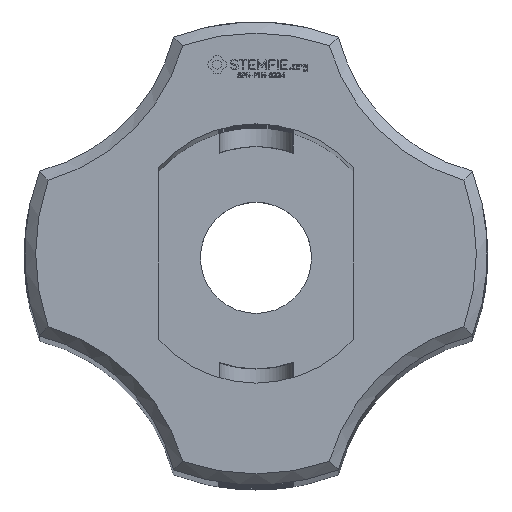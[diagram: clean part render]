
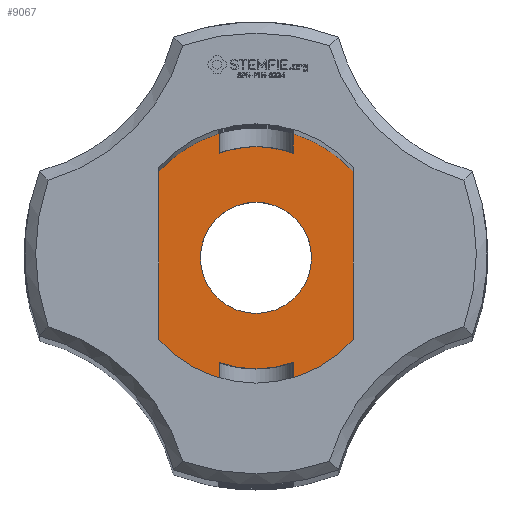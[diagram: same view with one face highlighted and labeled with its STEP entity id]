
A CAD part, top view. The second image highlights one B-rep face of the part: STEP entity #9067.
In plain terms, the highlighted planar face has unit normal (0, 0, 1).
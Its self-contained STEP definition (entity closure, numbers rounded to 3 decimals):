
#2387 = VERTEX_POINT('',#2388);
#2388 = CARTESIAN_POINT('',(2.829,0.998,11.));
#2408 = EDGE_CURVE('',#2409,#2387,#2411,.T.);
#2409 = VERTEX_POINT('',#2410);
#2410 = CARTESIAN_POINT('',(2.625,0.998,11.));
#2411 = LINE('',#2412,#2413);
#2412 = CARTESIAN_POINT('',(80.901,0.998,11.));
#2413 = VECTOR('',#2414,1.);
#2414 = DIRECTION('',(1.,0.,0.));
#2417 = VERTEX_POINT('',#2418);
#2418 = CARTESIAN_POINT('',(2.625,-0.998,11.));
#2425 = EDGE_CURVE('',#2417,#2426,#2428,.T.);
#2426 = VERTEX_POINT('',#2427);
#2427 = CARTESIAN_POINT('',(2.829,-0.998,11.));
#2428 = LINE('',#2429,#2430);
#2429 = CARTESIAN_POINT('',(80.901,-0.998,11.));
#2430 = VECTOR('',#2431,1.);
#2431 = DIRECTION('',(1.,0.,0.));
#8953 = EDGE_CURVE('',#8954,#2409,#8956,.T.);
#8954 = VERTEX_POINT('',#8955);
#8955 = CARTESIAN_POINT('',(2.625,2.315,11.));
#8956 = LINE('',#8957,#8958);
#8957 = CARTESIAN_POINT('',(2.625,2.315,11.));
#8958 = VECTOR('',#8959,1.);
#8959 = DIRECTION('',(0.,-1.,0.));
#8969 = VERTEX_POINT('',#8970);
#8970 = CARTESIAN_POINT('',(2.625,-2.315,11.));
#8976 = EDGE_CURVE('',#2417,#8969,#8977,.T.);
#8977 = LINE('',#8978,#8979);
#8978 = CARTESIAN_POINT('',(2.625,2.315,11.));
#8979 = VECTOR('',#8980,1.);
#8980 = DIRECTION('',(0.,-1.,0.));
#9054 = EDGE_CURVE('',#2387,#2426,#9055,.T.);
#9055 = CIRCLE('',#9056,3.);
#9056 = AXIS2_PLACEMENT_3D('',#9057,#9058,#9059);
#9057 = CARTESIAN_POINT('',(0.,0.,11.));
#9058 = DIRECTION('',(0.,0.,-1.));
#9059 = DIRECTION('',(0.,1.,0.));
#9067 = ADVANCED_FACE('',(#9068,#9209),#9220,.T.);
#9068 = FACE_BOUND('',#9069,.T.);
#9069 = EDGE_LOOP('',(#9070,#9071,#9072,#9073,#9074,#9083,#9091,#9100,
    #9109,#9117,#9126,#9134,#9142,#9151,#9159,#9167,#9176,#9184,#9193,
    #9201,#9208));
#9070 = ORIENTED_EDGE('',*,*,#2425,.T.);
#9071 = ORIENTED_EDGE('',*,*,#9054,.F.);
#9072 = ORIENTED_EDGE('',*,*,#2408,.F.);
#9073 = ORIENTED_EDGE('',*,*,#8953,.F.);
#9074 = ORIENTED_EDGE('',*,*,#9075,.T.);
#9075 = EDGE_CURVE('',#8954,#9076,#9078,.T.);
#9076 = VERTEX_POINT('',#9077);
#9077 = CARTESIAN_POINT('',(0.998,3.355,11.));
#9078 = CIRCLE('',#9079,3.5);
#9079 = AXIS2_PLACEMENT_3D('',#9080,#9081,#9082);
#9080 = CARTESIAN_POINT('',(0.,0.,11.));
#9081 = DIRECTION('',(0.,0.,1.));
#9082 = DIRECTION('',(1.,0.,0.));
#9083 = ORIENTED_EDGE('',*,*,#9084,.T.);
#9084 = EDGE_CURVE('',#9076,#9085,#9087,.T.);
#9085 = VERTEX_POINT('',#9086);
#9086 = CARTESIAN_POINT('',(0.998,2.829,11.));
#9087 = LINE('',#9088,#9089);
#9088 = CARTESIAN_POINT('',(0.998,-80.901,11.));
#9089 = VECTOR('',#9090,1.);
#9090 = DIRECTION('',(0.,-1.,0.));
#9091 = ORIENTED_EDGE('',*,*,#9092,.F.);
#9092 = EDGE_CURVE('',#9093,#9085,#9095,.T.);
#9093 = VERTEX_POINT('',#9094);
#9094 = CARTESIAN_POINT('',(0.,3.,11.));
#9095 = CIRCLE('',#9096,3.);
#9096 = AXIS2_PLACEMENT_3D('',#9097,#9098,#9099);
#9097 = CARTESIAN_POINT('',(0.,0.,11.));
#9098 = DIRECTION('',(0.,0.,-1.));
#9099 = DIRECTION('',(0.,1.,0.));
#9100 = ORIENTED_EDGE('',*,*,#9101,.F.);
#9101 = EDGE_CURVE('',#9102,#9093,#9104,.T.);
#9102 = VERTEX_POINT('',#9103);
#9103 = CARTESIAN_POINT('',(-0.998,2.829,11.));
#9104 = CIRCLE('',#9105,3.);
#9105 = AXIS2_PLACEMENT_3D('',#9106,#9107,#9108);
#9106 = CARTESIAN_POINT('',(0.,0.,11.));
#9107 = DIRECTION('',(0.,0.,-1.));
#9108 = DIRECTION('',(0.,1.,0.));
#9109 = ORIENTED_EDGE('',*,*,#9110,.F.);
#9110 = EDGE_CURVE('',#9111,#9102,#9113,.T.);
#9111 = VERTEX_POINT('',#9112);
#9112 = CARTESIAN_POINT('',(-0.998,3.355,11.));
#9113 = LINE('',#9114,#9115);
#9114 = CARTESIAN_POINT('',(-0.998,-80.901,11.));
#9115 = VECTOR('',#9116,1.);
#9116 = DIRECTION('',(0.,-1.,0.));
#9117 = ORIENTED_EDGE('',*,*,#9118,.T.);
#9118 = EDGE_CURVE('',#9111,#9119,#9121,.T.);
#9119 = VERTEX_POINT('',#9120);
#9120 = CARTESIAN_POINT('',(-2.625,2.315,11.));
#9121 = CIRCLE('',#9122,3.5);
#9122 = AXIS2_PLACEMENT_3D('',#9123,#9124,#9125);
#9123 = CARTESIAN_POINT('',(0.,0.,11.));
#9124 = DIRECTION('',(0.,0.,1.));
#9125 = DIRECTION('',(1.,0.,0.));
#9126 = ORIENTED_EDGE('',*,*,#9127,.T.);
#9127 = EDGE_CURVE('',#9119,#9128,#9130,.T.);
#9128 = VERTEX_POINT('',#9129);
#9129 = CARTESIAN_POINT('',(-2.625,0.998,11.));
#9130 = LINE('',#9131,#9132);
#9131 = CARTESIAN_POINT('',(-2.625,2.315,11.));
#9132 = VECTOR('',#9133,1.);
#9133 = DIRECTION('',(0.,-1.,0.));
#9134 = ORIENTED_EDGE('',*,*,#9135,.F.);
#9135 = EDGE_CURVE('',#9136,#9128,#9138,.T.);
#9136 = VERTEX_POINT('',#9137);
#9137 = CARTESIAN_POINT('',(-2.829,0.998,11.));
#9138 = LINE('',#9139,#9140);
#9139 = CARTESIAN_POINT('',(80.901,0.998,11.));
#9140 = VECTOR('',#9141,1.);
#9141 = DIRECTION('',(1.,0.,0.));
#9142 = ORIENTED_EDGE('',*,*,#9143,.F.);
#9143 = EDGE_CURVE('',#9144,#9136,#9146,.T.);
#9144 = VERTEX_POINT('',#9145);
#9145 = CARTESIAN_POINT('',(-2.829,-0.998,11.));
#9146 = CIRCLE('',#9147,3.);
#9147 = AXIS2_PLACEMENT_3D('',#9148,#9149,#9150);
#9148 = CARTESIAN_POINT('',(0.,0.,11.));
#9149 = DIRECTION('',(0.,0.,-1.));
#9150 = DIRECTION('',(0.,1.,0.));
#9151 = ORIENTED_EDGE('',*,*,#9152,.T.);
#9152 = EDGE_CURVE('',#9144,#9153,#9155,.T.);
#9153 = VERTEX_POINT('',#9154);
#9154 = CARTESIAN_POINT('',(-2.625,-0.998,11.));
#9155 = LINE('',#9156,#9157);
#9156 = CARTESIAN_POINT('',(80.901,-0.998,11.));
#9157 = VECTOR('',#9158,1.);
#9158 = DIRECTION('',(1.,0.,0.));
#9159 = ORIENTED_EDGE('',*,*,#9160,.T.);
#9160 = EDGE_CURVE('',#9153,#9161,#9163,.T.);
#9161 = VERTEX_POINT('',#9162);
#9162 = CARTESIAN_POINT('',(-2.625,-2.315,11.));
#9163 = LINE('',#9164,#9165);
#9164 = CARTESIAN_POINT('',(-2.625,2.315,11.));
#9165 = VECTOR('',#9166,1.);
#9166 = DIRECTION('',(0.,-1.,0.));
#9167 = ORIENTED_EDGE('',*,*,#9168,.T.);
#9168 = EDGE_CURVE('',#9161,#9169,#9171,.T.);
#9169 = VERTEX_POINT('',#9170);
#9170 = CARTESIAN_POINT('',(-0.998,-3.355,11.));
#9171 = CIRCLE('',#9172,3.5);
#9172 = AXIS2_PLACEMENT_3D('',#9173,#9174,#9175);
#9173 = CARTESIAN_POINT('',(0.,0.,11.));
#9174 = DIRECTION('',(0.,0.,1.));
#9175 = DIRECTION('',(1.,0.,0.));
#9176 = ORIENTED_EDGE('',*,*,#9177,.F.);
#9177 = EDGE_CURVE('',#9178,#9169,#9180,.T.);
#9178 = VERTEX_POINT('',#9179);
#9179 = CARTESIAN_POINT('',(-0.998,-2.829,11.));
#9180 = LINE('',#9181,#9182);
#9181 = CARTESIAN_POINT('',(-0.998,-80.901,11.));
#9182 = VECTOR('',#9183,1.);
#9183 = DIRECTION('',(0.,-1.,0.));
#9184 = ORIENTED_EDGE('',*,*,#9185,.F.);
#9185 = EDGE_CURVE('',#9186,#9178,#9188,.T.);
#9186 = VERTEX_POINT('',#9187);
#9187 = CARTESIAN_POINT('',(0.998,-2.829,11.));
#9188 = CIRCLE('',#9189,3.);
#9189 = AXIS2_PLACEMENT_3D('',#9190,#9191,#9192);
#9190 = CARTESIAN_POINT('',(0.,0.,11.));
#9191 = DIRECTION('',(0.,0.,-1.));
#9192 = DIRECTION('',(0.,1.,0.));
#9193 = ORIENTED_EDGE('',*,*,#9194,.T.);
#9194 = EDGE_CURVE('',#9186,#9195,#9197,.T.);
#9195 = VERTEX_POINT('',#9196);
#9196 = CARTESIAN_POINT('',(0.998,-3.355,11.));
#9197 = LINE('',#9198,#9199);
#9198 = CARTESIAN_POINT('',(0.998,-80.901,11.));
#9199 = VECTOR('',#9200,1.);
#9200 = DIRECTION('',(0.,-1.,0.));
#9201 = ORIENTED_EDGE('',*,*,#9202,.T.);
#9202 = EDGE_CURVE('',#9195,#8969,#9203,.T.);
#9203 = CIRCLE('',#9204,3.5);
#9204 = AXIS2_PLACEMENT_3D('',#9205,#9206,#9207);
#9205 = CARTESIAN_POINT('',(0.,0.,11.));
#9206 = DIRECTION('',(0.,0.,1.));
#9207 = DIRECTION('',(1.,0.,0.));
#9208 = ORIENTED_EDGE('',*,*,#8976,.F.);
#9209 = FACE_BOUND('',#9210,.T.);
#9210 = EDGE_LOOP('',(#9211));
#9211 = ORIENTED_EDGE('',*,*,#9212,.T.);
#9212 = EDGE_CURVE('',#9213,#9213,#9215,.T.);
#9213 = VERTEX_POINT('',#9214);
#9214 = CARTESIAN_POINT('',(0.,1.5,11.));
#9215 = CIRCLE('',#9216,1.5);
#9216 = AXIS2_PLACEMENT_3D('',#9217,#9218,#9219);
#9217 = CARTESIAN_POINT('',(0.,0.,11.));
#9218 = DIRECTION('',(0.,0.,-1.));
#9219 = DIRECTION('',(0.,1.,0.));
#9220 = PLANE('',#9221);
#9221 = AXIS2_PLACEMENT_3D('',#9222,#9223,#9224);
#9222 = CARTESIAN_POINT('',(0.,0.001,11.)
  );
#9223 = DIRECTION('',(0.,0.,1.));
#9224 = DIRECTION('',(0.,1.,0.));
